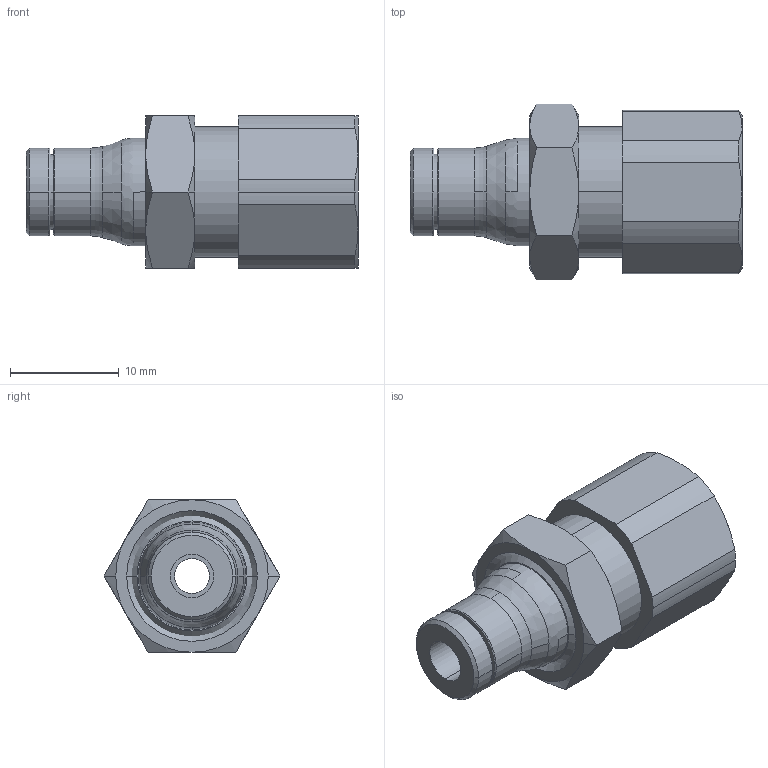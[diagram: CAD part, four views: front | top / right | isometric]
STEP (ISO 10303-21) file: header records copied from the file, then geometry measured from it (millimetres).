
FILE_DESCRIPTION(('STEP AP214'),'1');
FILE_NAME('3636_04_10.stp','2016-07-07T14:26:27',('TraceParts'),('TraceParts S.A.'),'Spatial InterOp 3D',' ',' ');
FILE_SCHEMA(('automotive_design'));
Length unit declared in the file: millimetre
Products named in the file (2): 1; 2
Bounding box: 30.5 x 16.17 x 14 mm (x, y, z)
Volume: 2954.5 mm3; surface area: 2409.6 mm2
Topology: 2 solids, 2 shells, 96 faces, 220 edges, 136 vertices
Faces by surface type: cone 38, cylinder 28, plane 24, torus 6
Entity records: 2800 total; most frequent: CARTESIAN_POINT 598, DIRECTION 498, ORIENTED_EDGE 440, EDGE_CURVE 220, AXIS2_PLACEMENT_3D 216, VERTEX_POINT 136, CIRCLE 118, EDGE_LOOP 108
